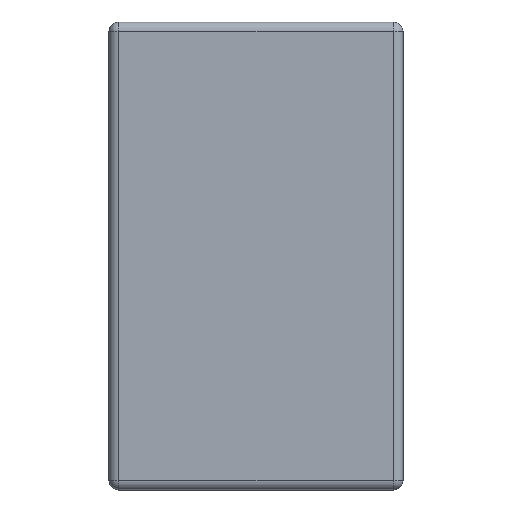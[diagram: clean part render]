
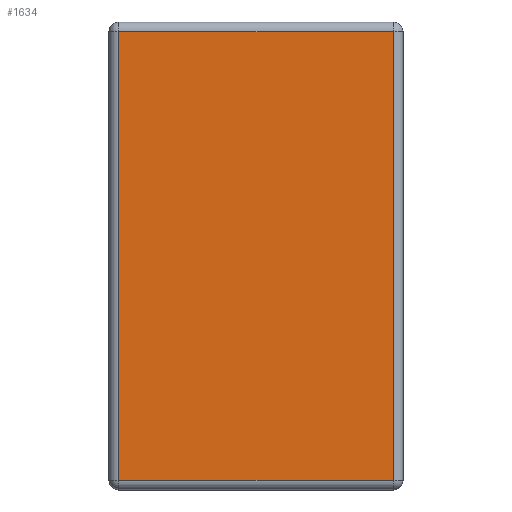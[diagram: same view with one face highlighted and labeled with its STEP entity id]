
A CAD part, left-side view. The second image highlights one B-rep face of the part: STEP entity #1634.
In plain terms, the highlighted planar face has unit normal (-1, 0, 0).
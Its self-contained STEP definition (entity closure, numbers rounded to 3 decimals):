
#117 = VERTEX_POINT ( 'NONE', #3085 ) ;
#268 = LINE ( 'NONE', #3879, #4622 ) ;
#296 = LINE ( 'NONE', #1768, #3973 ) ;
#372 = CARTESIAN_POINT ( 'NONE',  ( 0., 2.127, -3.427 ) ) ;
#426 = ORIENTED_EDGE ( 'NONE', *, *, #1682, .T. ) ;
#545 = EDGE_CURVE ( 'NONE', #1504, #3562, #3116, .T. ) ;
#563 = EDGE_LOOP ( 'NONE', ( #3348, #3767, #426, #1177 ) ) ;
#962 = FACE_OUTER_BOUND ( 'NONE', #563, .T. ) ;
#1177 = ORIENTED_EDGE ( 'NONE', *, *, #545, .T. ) ;
#1183 = CARTESIAN_POINT ( 'NONE',  ( 0., 0.073, 0. ) ) ;
#1504 = VERTEX_POINT ( 'NONE', #1958 ) ;
#1552 = LINE ( 'NONE', #1183, #2921 ) ;
#1617 = CARTESIAN_POINT ( 'NONE',  ( 0., 0.073, -3.427 ) ) ;
#1634 = ADVANCED_FACE ( 'NONE', ( #962 ), #2398, .T. ) ;
#1682 = EDGE_CURVE ( 'NONE', #117, #1504, #268, .T. ) ;
#1735 = DIRECTION ( 'NONE',  ( -1., 0., 0. ) ) ;
#1768 = CARTESIAN_POINT ( 'NONE',  ( 0., 0., -3.427 ) ) ;
#1855 = VECTOR ( 'NONE', #2760, 1000. ) ;
#1958 = CARTESIAN_POINT ( 'NONE',  ( 0., 2.127, -0.073 ) ) ;
#2398 = PLANE ( 'NONE',  #3496 ) ;
#2636 = DIRECTION ( 'NONE',  ( 0., 0., 1. ) ) ;
#2760 = DIRECTION ( 'NONE',  ( 0., 0., -1. ) ) ;
#2789 = CARTESIAN_POINT ( 'NONE',  ( 0., 2.127, -3.5 ) ) ;
#2793 = CARTESIAN_POINT ( 'NONE',  ( 0., 0., 0. ) ) ;
#2868 = DIRECTION ( 'NONE',  ( 0., -1., 0. ) ) ;
#2921 = VECTOR ( 'NONE', #2636, 1000. ) ;
#3085 = CARTESIAN_POINT ( 'NONE',  ( 0., 0.073, -0.073 ) ) ;
#3116 = LINE ( 'NONE', #2789, #1855 ) ;
#3348 = ORIENTED_EDGE ( 'NONE', *, *, #3617, .T. ) ;
#3496 = AXIS2_PLACEMENT_3D ( 'NONE', #2793, #1735, #3498 ) ;
#3498 = DIRECTION ( 'NONE',  ( 0., 0., 1. ) ) ;
#3562 = VERTEX_POINT ( 'NONE', #372 ) ;
#3617 = EDGE_CURVE ( 'NONE', #3562, #3831, #296, .T. ) ;
#3755 = EDGE_CURVE ( 'NONE', #3831, #117, #1552, .T. ) ;
#3767 = ORIENTED_EDGE ( 'NONE', *, *, #3755, .T. ) ;
#3831 = VERTEX_POINT ( 'NONE', #1617 ) ;
#3879 = CARTESIAN_POINT ( 'NONE',  ( 0., 2.2, -0.073 ) ) ;
#3924 = DIRECTION ( 'NONE',  ( 0., 1., 0. ) ) ;
#3973 = VECTOR ( 'NONE', #2868, 1000. ) ;
#4622 = VECTOR ( 'NONE', #3924, 1000. ) ;
